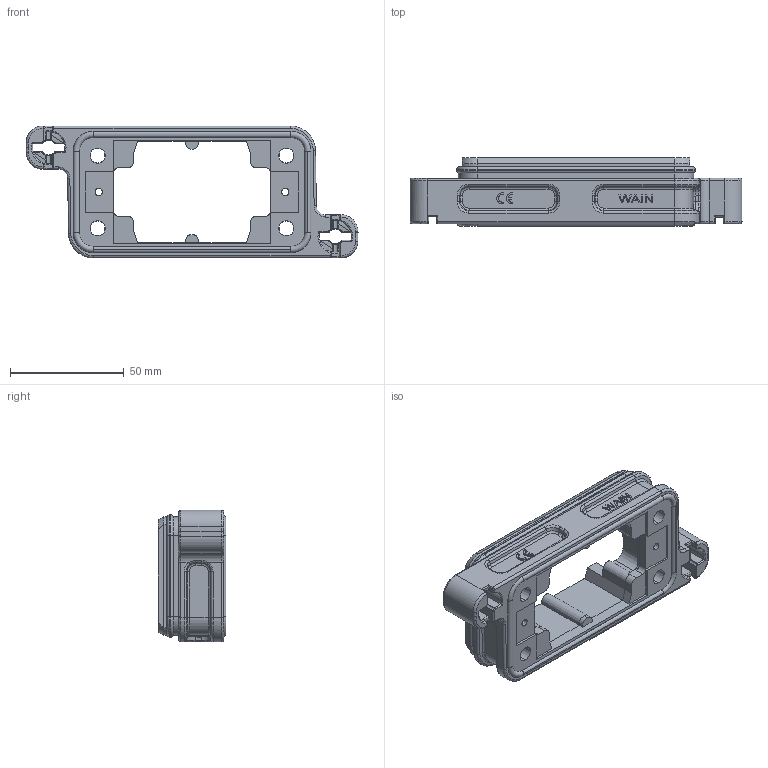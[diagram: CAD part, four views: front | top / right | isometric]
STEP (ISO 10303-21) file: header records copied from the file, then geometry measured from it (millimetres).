
FILE_DESCRIPTION(/* description */ (''),/* implementation_level */ '2;1');
FILE_NAME(/* name */ '3D_1136103401001_HP10B_H-BK-2T_V1.1.STP',/* time_stamp */ '2024-01-15T17:10:20+08:00',/* author */ (''),/* organization */ (''),/* preprocessor_version */ 'ST-DEVELOPER v18.1',/* originating_system */ 'SIEMENS PLM Software NX 1980',/* authorisation */ '');
FILE_SCHEMA (('AP203_CONFIGURATION_CONTROLLED_3D_DESIGN_OF_MECHANICAL_PARTS_AND_ASSEMBLIES_MIM_LF { 1 0 10303 403 2 1 2}'));
Length unit declared in the file: millimetre
Products named in the file (1): temp1
Bounding box: 146 x 29.9 x 58 mm (x, y, z)
Volume: 63877.5 mm3; surface area: 34636 mm2
Topology: 11 solids, 14 shells, 886 faces, 2163 edges, 1304 vertices
Faces by surface type: plane 358, cylinder 227, torus 135, cone 80, bspline 55, extrusion 16, sphere 15
Entity records: 28533 total; most frequent: CARTESIAN_POINT 9320, ORIENTED_EDGE 4318, DIRECTION 3401, EDGE_CURVE 2159, VERTEX_POINT 1304, AXIS2_PLACEMENT_3D 1211, VECTOR 979, LINE 963
